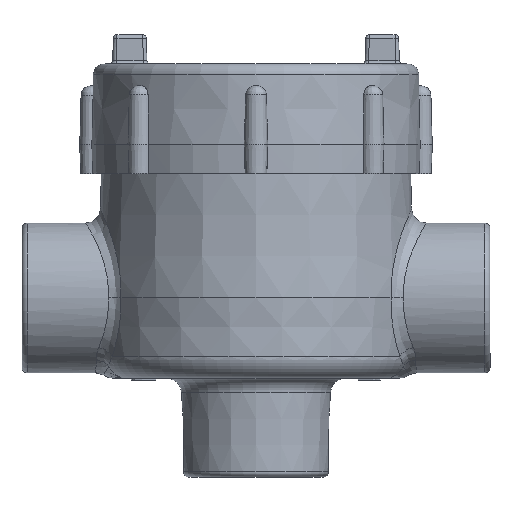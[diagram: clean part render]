
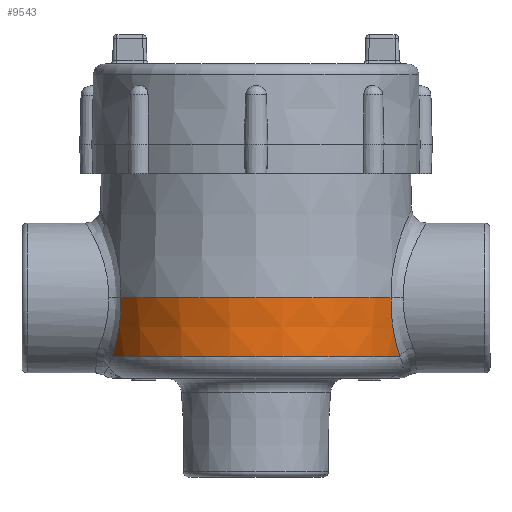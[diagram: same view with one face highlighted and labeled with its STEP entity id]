
A CAD part, top view. The second image highlights one B-rep face of the part: STEP entity #9543.
In plain terms, the highlighted conical face has half-angle 1.5 degrees and reference radius 34.291 mm.
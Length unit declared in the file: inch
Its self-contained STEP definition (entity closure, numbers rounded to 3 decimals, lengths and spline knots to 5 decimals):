
#418=B_SPLINE_CURVE_WITH_KNOTS('',3,(#18603,#18604,#18605,#18606,#18607,
#18608,#18609,#18610,#18611,#18612,#18613,#18614,#18615,#18616,#18617,#18618,
#18619,#18620,#18621),.UNSPECIFIED.,.F.,.F.,(4,3,3,3,3,3,4),(0.,0.19685,
0.4083,0.49928,0.72606,0.94817,
1.),.UNSPECIFIED.);
#419=B_SPLINE_CURVE_WITH_KNOTS('',3,(#18622,#18623,#18624,#18625,#18626,
#18627,#18628,#18629,#18630,#18631,#18632,#18633,#18634,#18635,#18636,#18637,
#18638,#18639,#18640,#18641,#18642,#18643),.UNSPECIFIED.,.F.,.F.,(4,3,3,
3,3,3,3,4),(0.,0.22501,0.45484,0.50065,0.72507,
0.92666,0.94948,1.),.UNSPECIFIED.);
#583=CONICAL_SURFACE('',#10322,1.35005,0.026);
#2508=FACE_OUTER_BOUND('',#3131,.T.);
#3131=EDGE_LOOP('',(#7438,#7439,#7440,#7441));
#3635=CIRCLE('',#10286,1.35005);
#3659=CIRCLE('',#10323,1.33683);
#4141=VERTEX_POINT('',#17151);
#4142=VERTEX_POINT('',#17152);
#4363=VERTEX_POINT('',#18600);
#4364=VERTEX_POINT('',#18601);
#5250=EDGE_CURVE('',#4141,#4142,#3635,.T.);
#5480=EDGE_CURVE('',#4363,#4364,#3659,.T.);
#5481=EDGE_CURVE('',#4364,#4142,#418,.T.);
#5482=EDGE_CURVE('',#4141,#4363,#419,.T.);
#7438=ORIENTED_EDGE('',*,*,#5480,.T.);
#7439=ORIENTED_EDGE('',*,*,#5481,.T.);
#7440=ORIENTED_EDGE('',*,*,#5250,.F.);
#7441=ORIENTED_EDGE('',*,*,#5482,.T.);
#9543=ADVANCED_FACE('',(#2508),#583,.T.);
#10286=AXIS2_PLACEMENT_3D('',#17153,#11640,#11641);
#10322=AXIS2_PLACEMENT_3D('',#18599,#11863,#11864);
#10323=AXIS2_PLACEMENT_3D('',#18602,#11865,#11866);
#11640=DIRECTION('center_axis',(0.,1.,0.));
#11641=DIRECTION('ref_axis',(0.,0.,1.));
#11863=DIRECTION('center_axis',(0.,1.,0.));
#11864=DIRECTION('ref_axis',(0.,0.,-1.));
#11865=DIRECTION('center_axis',(0.,1.,0.));
#11866=DIRECTION('ref_axis',(0.,0.,-1.));
#17151=CARTESIAN_POINT('',(1.15401,0.6875,-0.70064));
#17152=CARTESIAN_POINT('',(-1.15401,0.6875,-0.70064));
#17153=CARTESIAN_POINT('Origin',(0.,0.6875,0.));
#18599=CARTESIAN_POINT('Origin',(0.,0.6875,0.));
#18600=CARTESIAN_POINT('',(1.23005,0.18259,-0.52355));
#18601=CARTESIAN_POINT('',(-1.23005,0.18259,-0.52355));
#18602=CARTESIAN_POINT('Origin',(0.,0.18259,0.));
#18603=CARTESIAN_POINT('Ctrl Pts',(-1.23005,0.18259,
-0.52355));
#18604=CARTESIAN_POINT('Ctrl Pts',(-1.22131,0.21012,
-0.54593));
#18605=CARTESIAN_POINT('Ctrl Pts',(-1.21275,0.2392,
-0.56631));
#18606=CARTESIAN_POINT('Ctrl Pts',(-1.20474,0.26957,
-0.58465));
#18607=CARTESIAN_POINT('Ctrl Pts',(-1.19613,0.30219,
-0.60434));
#18608=CARTESIAN_POINT('Ctrl Pts',(-1.18815,0.33631,-0.62167));
#18609=CARTESIAN_POINT('Ctrl Pts',(-1.18118,0.37169,
-0.63655));
#18610=CARTESIAN_POINT('Ctrl Pts',(-1.17819,0.38691,
-0.64295));
#18611=CARTESIAN_POINT('Ctrl Pts',(-1.17538,0.40236,
-0.64889));
#18612=CARTESIAN_POINT('Ctrl Pts',(-1.17279,0.41803,
-0.65437));
#18613=CARTESIAN_POINT('Ctrl Pts',(-1.16633,0.45708,
-0.66804));
#18614=CARTESIAN_POINT('Ctrl Pts',(-1.16136,0.49696,
-0.67871));
#18615=CARTESIAN_POINT('Ctrl Pts',(-1.15807,0.53755,
-0.68635));
#18616=CARTESIAN_POINT('Ctrl Pts',(-1.15486,0.5773,
-0.69383));
#18617=CARTESIAN_POINT('Ctrl Pts',(-1.15327,0.61772,
-0.69841));
#18618=CARTESIAN_POINT('Ctrl Pts',(-1.15353,0.65871,
-0.70001));
#18619=CARTESIAN_POINT('Ctrl Pts',(-1.15359,0.66828,
-0.70038));
#18620=CARTESIAN_POINT('Ctrl Pts',(-1.15375,0.67787,
-0.7006));
#18621=CARTESIAN_POINT('Ctrl Pts',(-1.15401,0.6875,
-0.70064));
#18622=CARTESIAN_POINT('Ctrl Pts',(1.15401,0.6875,-0.70064));
#18623=CARTESIAN_POINT('Ctrl Pts',(1.15286,0.64571,-0.70044));
#18624=CARTESIAN_POINT('Ctrl Pts',(1.15367,0.60447,-0.69715));
#18625=CARTESIAN_POINT('Ctrl Pts',(1.15619,0.5639,-0.69086));
#18626=CARTESIAN_POINT('Ctrl Pts',(1.15877,0.52247,-0.68444));
#18627=CARTESIAN_POINT('Ctrl Pts',(1.16314,0.48172,-0.6749));
#18628=CARTESIAN_POINT('Ctrl Pts',(1.16907,0.44181,-0.66227));
#18629=CARTESIAN_POINT('Ctrl Pts',(1.17025,0.43385,-0.65976));
#18630=CARTESIAN_POINT('Ctrl Pts',(1.17149,0.42593,-0.65712));
#18631=CARTESIAN_POINT('Ctrl Pts',(1.1728,0.41804,-0.65436));
#18632=CARTESIAN_POINT('Ctrl Pts',(1.17919,0.37939,-0.64083));
#18633=CARTESIAN_POINT('Ctrl Pts',(1.18691,0.34205,-0.62449));
#18634=CARTESIAN_POINT('Ctrl Pts',(1.1955,0.30629,-0.60546));
#18635=CARTESIAN_POINT('Ctrl Pts',(1.20321,0.27417,-0.58836));
#18636=CARTESIAN_POINT('Ctrl Pts',(1.21163,0.24332,-0.56909));
#18637=CARTESIAN_POINT('Ctrl Pts',(1.22038,0.21399,-0.54772));
#18638=CARTESIAN_POINT('Ctrl Pts',(1.22137,0.21067,-0.5453));
#18639=CARTESIAN_POINT('Ctrl Pts',(1.22236,0.20737,-0.54285));
#18640=CARTESIAN_POINT('Ctrl Pts',(1.22336,0.20409,-0.54038));
#18641=CARTESIAN_POINT('Ctrl Pts',(1.22557,0.19682,-0.5349));
#18642=CARTESIAN_POINT('Ctrl Pts',(1.2278,0.18966,-0.52929));
#18643=CARTESIAN_POINT('Ctrl Pts',(1.23005,0.18259,-0.52355));
